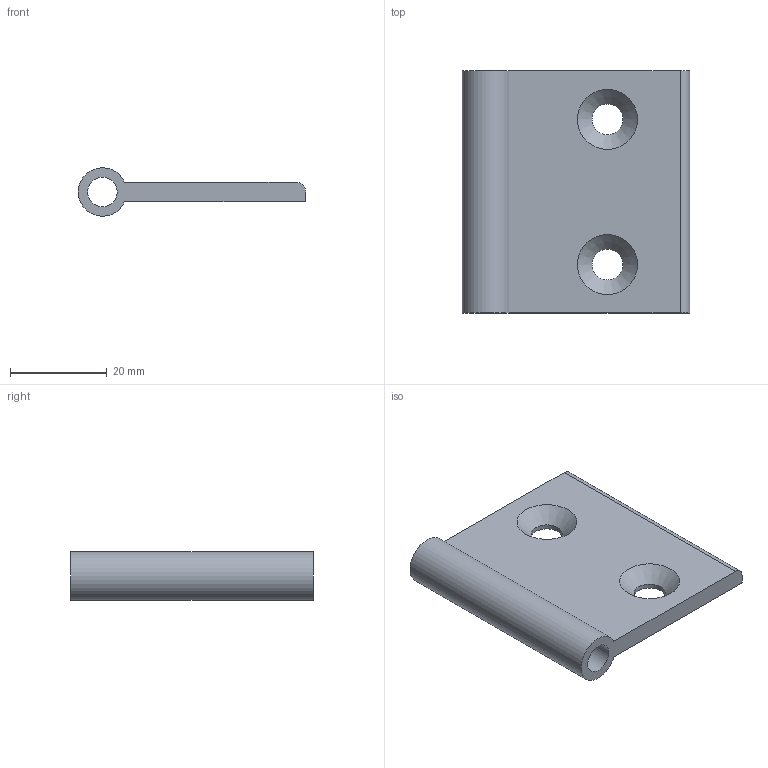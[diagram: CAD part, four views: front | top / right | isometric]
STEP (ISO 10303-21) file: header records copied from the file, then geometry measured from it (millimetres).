
FILE_DESCRIPTION(/* description */ ('STEP AP214'),/* implementation_level */ '2;1');
FILE_NAME(/* name */ '095AI40',/* time_stamp */ '2022-12-13T13:39:05+01:00',/* author */ ('License CC BY-ND 4.0'),/* organization */ ('CADENAS'),/* preprocessor_version */ 'ST-DEVELOPER v18.102',/* originating_system */ 'PARTsolutions',/* authorisation */ ' ');
FILE_SCHEMA (('AUTOMOTIVE_DESIGN {1 0 10303 214 3 1 1}'));
Length unit declared in the file: millimetre
Products named in the file (1): 095AI40
Bounding box: 47 x 50 x 9.99 mm (x, y, z)
Volume: 9354.4 mm3; surface area: 6594.5 mm2
Topology: 1 solids, 1 shells, 13 faces, 31 edges, 20 vertices
Faces by surface type: cylinder 6, plane 5, cone 2
Full cylindrical faces by diameter (mm): 6.1 x1, 6.4 x2
Entity records: 400 total; most frequent: DIRECTION 68, CARTESIAN_POINT 60, ORIENTED_EDGE 52, AXIS2_PLACEMENT_3D 28, EDGE_CURVE 26, EDGE_LOOP 24, FACE_BOUND 24, VERTEX_POINT 20
